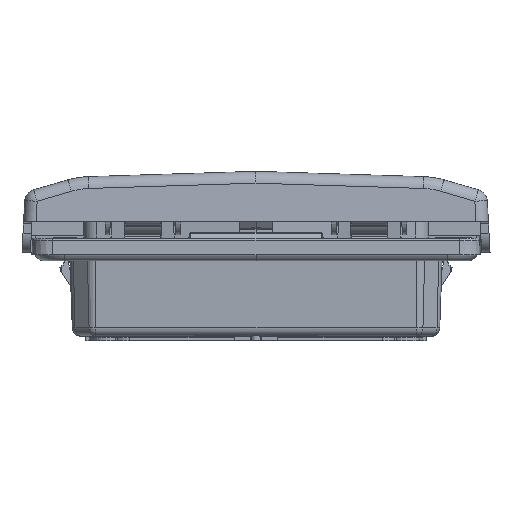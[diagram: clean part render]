
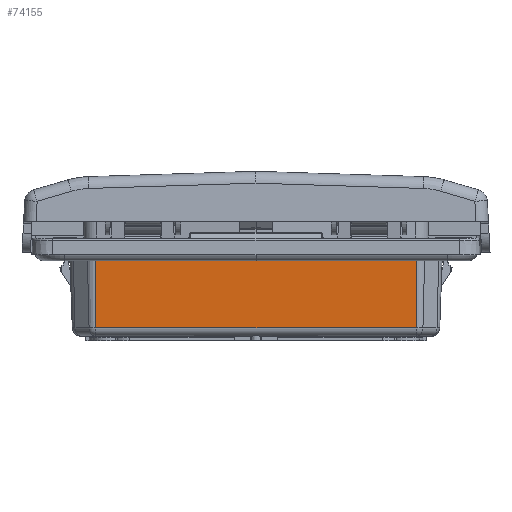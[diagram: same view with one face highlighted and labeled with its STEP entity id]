
A CAD part, front view. The second image highlights one B-rep face of the part: STEP entity #74155.
In plain terms, the highlighted planar face has unit normal (0, -0.999, -0.035).
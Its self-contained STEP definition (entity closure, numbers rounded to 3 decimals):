
#2513 = EDGE_CURVE ( 'NONE', #9176, #31109, #19912, .T. ) ;
#4036 = EDGE_CURVE ( 'NONE', #36645, #64801, #88304, .T. ) ;
#4056 = CARTESIAN_POINT ( 'NONE',  ( 14.5, -44.86, -4. ) ) ;
#4464 = AXIS2_PLACEMENT_3D ( 'NONE', #73067, #39670, #98243 ) ;
#8929 = CARTESIAN_POINT ( 'NONE',  ( 38.61, -45., 0. ) ) ;
#8952 = ORIENTED_EDGE ( 'NONE', *, *, #29081, .F. ) ;
#9176 = VERTEX_POINT ( 'NONE', #66394 ) ;
#10365 = VERTEX_POINT ( 'NONE', #77732 ) ;
#10910 = CARTESIAN_POINT ( 'NONE',  ( -15.667, -44.86, -4. ) ) ;
#11288 = CARTESIAN_POINT ( 'NONE',  ( -15.5, -44.86, -4. ) ) ;
#11918 = CARTESIAN_POINT ( 'NONE',  ( 15.667, -44.86, -4. ) ) ;
#13428 = CARTESIAN_POINT ( 'NONE',  ( 15.5, -44.86, -4. ) ) ;
#13688 = EDGE_LOOP ( 'NONE', ( #47880, #68767, #44231, #103479, #76980, #31824, #60682, #8952, #92070, #108441, #91799, #108199 ) ) ;
#13863 = CARTESIAN_POINT ( 'NONE',  ( 14., -44.86, -4. ) ) ;
#14851 = CARTESIAN_POINT ( 'NONE',  ( -38.61, -44.86, -4. ) ) ;
#15741 = CARTESIAN_POINT ( 'NONE',  ( -14.167, -44.86, -4. ) ) ;
#17172 = CARTESIAN_POINT ( 'NONE',  ( 38.61, -44.86, -4. ) ) ;
#19353 = VECTOR ( 'NONE', #71811, 1000. ) ;
#19912 = B_SPLINE_CURVE_WITH_KNOTS ( 'NONE', 3,
 ( #24179, #74325, #15741, #82723 ),
 .UNSPECIFIED., .F., .F.,
 ( 4, 4 ),
 ( 0., 1. ),
 .UNSPECIFIED. ) ;
#20305 = LINE ( 'NONE', #25549, #106747 ) ;
#20316 = CARTESIAN_POINT ( 'NONE',  ( 15.5, -44.86, -4. ) ) ;
#21710 = EDGE_CURVE ( 'NONE', #64801, #43926, #54508, .T. ) ;
#21873 = VERTEX_POINT ( 'NONE', #52041 ) ;
#24179 = CARTESIAN_POINT ( 'NONE',  ( -14.5, -44.86, -4. ) ) ;
#24642 = B_SPLINE_CURVE_WITH_KNOTS ( 'NONE', 3,
 ( #14851, #65049, #81831, #31701 ),
 .UNSPECIFIED., .F., .F.,
 ( 4, 4 ),
 ( 0., 0.293 ),
 .UNSPECIFIED. ) ;
#25549 = CARTESIAN_POINT ( 'NONE',  ( -38.61, -45., 0. ) ) ;
#28745 = CARTESIAN_POINT ( 'NONE',  ( 16., -44.86, -4. ) ) ;
#29081 = EDGE_CURVE ( 'NONE', #31109, #21873, #33645, .T. ) ;
#31109 = VERTEX_POINT ( 'NONE', #80269 ) ;
#31701 = CARTESIAN_POINT ( 'NONE',  ( -16., -44.86, -4. ) ) ;
#31824 = ORIENTED_EDGE ( 'NONE', *, *, #93534, .T. ) ;
#33254 = EDGE_CURVE ( 'NONE', #47404, #69889, #20305, .T. ) ;
#33630 = CARTESIAN_POINT ( 'NONE',  ( 16., -44.86, -4. ) ) ;
#33645 = B_SPLINE_CURVE_WITH_KNOTS ( 'NONE', 3,
 ( #105744, #47124, #64053, #13863 ),
 .UNSPECIFIED., .F., .F.,
 ( 4, 4 ),
 ( 0.319, 0.681 ),
 .UNSPECIFIED. ) ;
#35722 = CARTESIAN_POINT ( 'NONE',  ( -15.833, -44.86, -4. ) ) ;
#36356 = CARTESIAN_POINT ( 'NONE',  ( 38.61, -44.86, -4. ) ) ;
#36645 = VERTEX_POINT ( 'NONE', #13428 ) ;
#37842 = VECTOR ( 'NONE', #50915, 1000. ) ;
#39319 = CARTESIAN_POINT ( 'NONE',  ( -38.61, -44.86, -4. ) ) ;
#39670 = DIRECTION ( 'NONE',  ( 0., -0.999, -0.035 ) ) ;
#42003 = CARTESIAN_POINT ( 'NONE',  ( 23.537, -44.86, -4. ) ) ;
#43861 = CARTESIAN_POINT ( 'NONE',  ( -38.61, -44.86, -4. ) ) ;
#43926 = VERTEX_POINT ( 'NONE', #36356 ) ;
#44231 = ORIENTED_EDGE ( 'NONE', *, *, #72886, .T. ) ;
#45304 = CARTESIAN_POINT ( 'NONE',  ( 14., -44.86, -4. ) ) ;
#47124 = CARTESIAN_POINT ( 'NONE',  ( -4.667, -44.86, -4. ) ) ;
#47404 = VERTEX_POINT ( 'NONE', #87393 ) ;
#47880 = ORIENTED_EDGE ( 'NONE', *, *, #33254, .F. ) ;
#49526 = LINE ( 'NONE', #39319, #52141 ) ;
#50915 = DIRECTION ( 'NONE',  ( 0., -0.035, 0.999 ) ) ;
#52041 = CARTESIAN_POINT ( 'NONE',  ( 14., -44.86, -4. ) ) ;
#52082 = CARTESIAN_POINT ( 'NONE',  ( 38.61, -44.246, -21.587 ) ) ;
#52141 = VECTOR ( 'NONE', #97891, 1000. ) ;
#54099 = CARTESIAN_POINT ( 'NONE',  ( 14.333, -44.86, -4. ) ) ;
#54508 = B_SPLINE_CURVE_WITH_KNOTS ( 'NONE', 3,
 ( #33630, #42003, #67357, #17172 ),
 .UNSPECIFIED., .F., .F.,
 ( 4, 4 ),
 ( 0.707, 1. ),
 .UNSPECIFIED. ) ;
#60542 = B_SPLINE_CURVE_WITH_KNOTS ( 'NONE', 3,
 ( #45304, #62215, #54099, #4056 ),
 .UNSPECIFIED., .F., .F.,
 ( 4, 4 ),
 ( 0., 1. ),
 .UNSPECIFIED. ) ;
#60545 = DIRECTION ( 'NONE',  ( 1., 0., 0. ) ) ;
#60682 = ORIENTED_EDGE ( 'NONE', *, *, #94437, .F. ) ;
#62215 = CARTESIAN_POINT ( 'NONE',  ( 14.167, -44.86, -4. ) ) ;
#62613 = FACE_OUTER_BOUND ( 'NONE', #13688, .T. ) ;
#64053 = CARTESIAN_POINT ( 'NONE',  ( 4.667, -44.86, -4. ) ) ;
#64801 = VERTEX_POINT ( 'NONE', #89924 ) ;
#65049 = CARTESIAN_POINT ( 'NONE',  ( -31.073, -44.86, -4. ) ) ;
#66394 = CARTESIAN_POINT ( 'NONE',  ( -14.5, -44.86, -4. ) ) ;
#66561 = LINE ( 'NONE', #79472, #19353 ) ;
#67357 = CARTESIAN_POINT ( 'NONE',  ( 31.073, -44.86, -4. ) ) ;
#68767 = ORIENTED_EDGE ( 'NONE', *, *, #85027, .T. ) ;
#69483 = CARTESIAN_POINT ( 'NONE',  ( -15.5, -44.86, -4. ) ) ;
#69889 = VERTEX_POINT ( 'NONE', #43861 ) ;
#70466 = EDGE_CURVE ( 'NONE', #69889, #100527, #24642, .T. ) ;
#71811 = DIRECTION ( 'NONE',  ( -1., 0., 0. ) ) ;
#71903 = VECTOR ( 'NONE', #60545, 1000. ) ;
#72886 = EDGE_CURVE ( 'NONE', #10365, #43926, #104719, .T. ) ;
#73067 = CARTESIAN_POINT ( 'NONE',  ( -38.61, -45., 0. ) ) ;
#74155 = ADVANCED_FACE ( 'NONE', ( #62613 ), #89878, .T. ) ;
#74325 = CARTESIAN_POINT ( 'NONE',  ( -14.333, -44.86, -4. ) ) ;
#75245 = EDGE_CURVE ( 'NONE', #100527, #100688, #108411, .T. ) ;
#76980 = ORIENTED_EDGE ( 'NONE', *, *, #4036, .F. ) ;
#77732 = CARTESIAN_POINT ( 'NONE',  ( 38.61, -44.246, -21.587 ) ) ;
#78874 = CARTESIAN_POINT ( 'NONE',  ( 15.833, -44.86, -4. ) ) ;
#79472 = CARTESIAN_POINT ( 'NONE',  ( -38.61, -44.86, -4. ) ) ;
#80269 = CARTESIAN_POINT ( 'NONE',  ( -14., -44.86, -4. ) ) ;
#80913 = VERTEX_POINT ( 'NONE', #93039 ) ;
#81831 = CARTESIAN_POINT ( 'NONE',  ( -23.537, -44.86, -4. ) ) ;
#82723 = CARTESIAN_POINT ( 'NONE',  ( -14., -44.86, -4. ) ) ;
#85027 = EDGE_CURVE ( 'NONE', #47404, #10365, #96699, .T. ) ;
#87393 = CARTESIAN_POINT ( 'NONE',  ( -38.61, -44.246, -21.587 ) ) ;
#88304 = B_SPLINE_CURVE_WITH_KNOTS ( 'NONE', 3,
 ( #20316, #11918, #78874, #28745 ),
 .UNSPECIFIED., .F., .F.,
 ( 4, 4 ),
 ( 0., 1. ),
 .UNSPECIFIED. ) ;
#89878 = PLANE ( 'NONE',  #4464 ) ;
#89924 = CARTESIAN_POINT ( 'NONE',  ( 16., -44.86, -4. ) ) ;
#91799 = ORIENTED_EDGE ( 'NONE', *, *, #75245, .F. ) ;
#92070 = ORIENTED_EDGE ( 'NONE', *, *, #2513, .F. ) ;
#92194 = CARTESIAN_POINT ( 'NONE',  ( -16., -44.86, -4. ) ) ;
#92505 = DIRECTION ( 'NONE',  ( 0., -0.035, 0.999 ) ) ;
#93039 = CARTESIAN_POINT ( 'NONE',  ( 14.5, -44.86, -4. ) ) ;
#93534 = EDGE_CURVE ( 'NONE', #36645, #80913, #49526, .T. ) ;
#94314 = CARTESIAN_POINT ( 'NONE',  ( -16., -44.86, -4. ) ) ;
#94437 = EDGE_CURVE ( 'NONE', #21873, #80913, #60542, .T. ) ;
#95200 = EDGE_CURVE ( 'NONE', #9176, #100688, #66561, .T. ) ;
#96699 = LINE ( 'NONE', #52082, #71903 ) ;
#97891 = DIRECTION ( 'NONE',  ( -1., 0., 0. ) ) ;
#98243 = DIRECTION ( 'NONE',  ( 0., 0.035, -0.999 ) ) ;
#100527 = VERTEX_POINT ( 'NONE', #92194 ) ;
#100688 = VERTEX_POINT ( 'NONE', #11288 ) ;
#103479 = ORIENTED_EDGE ( 'NONE', *, *, #21710, .F. ) ;
#104719 = LINE ( 'NONE', #8929, #37842 ) ;
#105744 = CARTESIAN_POINT ( 'NONE',  ( -14., -44.86, -4. ) ) ;
#106747 = VECTOR ( 'NONE', #92505, 1000. ) ;
#108199 = ORIENTED_EDGE ( 'NONE', *, *, #70466, .F. ) ;
#108411 = B_SPLINE_CURVE_WITH_KNOTS ( 'NONE', 3,
 ( #94314, #35722, #10910, #69483 ),
 .UNSPECIFIED., .F., .F.,
 ( 4, 4 ),
 ( 0., 1. ),
 .UNSPECIFIED. ) ;
#108441 = ORIENTED_EDGE ( 'NONE', *, *, #95200, .T. ) ;
